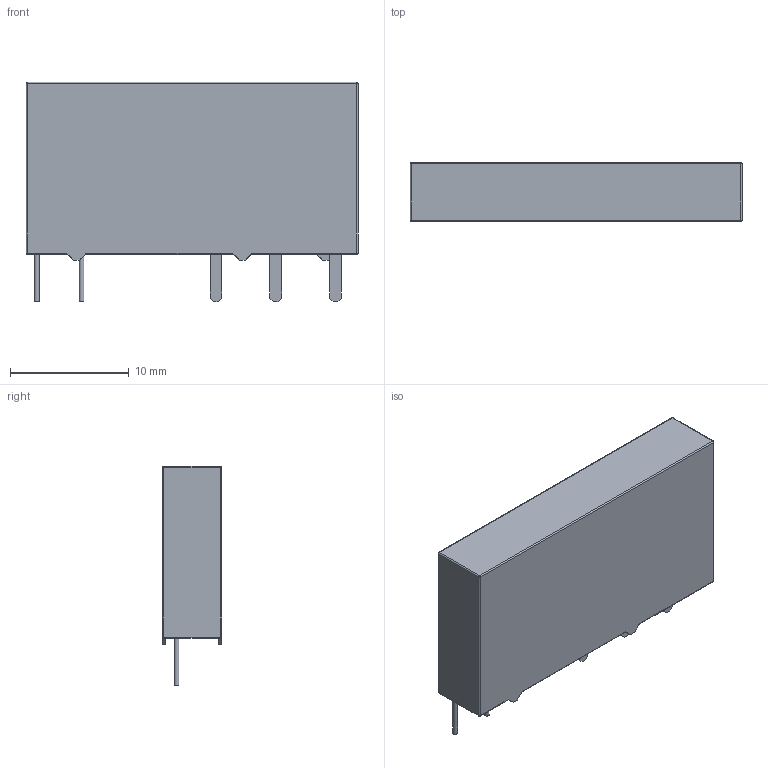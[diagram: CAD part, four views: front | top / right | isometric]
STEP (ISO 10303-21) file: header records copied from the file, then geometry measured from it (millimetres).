
FILE_DESCRIPTION(/* description */ (''),/* implementation_level */ '2;1');
FILE_NAME(/* name */ 'HF41F[2].stp',/* time_stamp */ '2018-01-17T16:51:56+08:00',/* author */ (''),/* organization */ (''),/* preprocessor_version */ 'ST-DEVELOPER v15',/* originating_system */ 'SIEMENS PLM Software NX 8.5',/* authorisation */ '');
FILE_SCHEMA (('CONFIG_CONTROL_DESIGN'));
Length unit declared in the file: millimetre
Products named in the file (1): HF41F_H
Bounding box: 28 x 5 x 18.5 mm (x, y, z)
Volume: 2035.9 mm3; surface area: 1276.3 mm2
Topology: 1 solids, 1 shells, 71 faces, 176 edges, 104 vertices
Faces by surface type: plane 45, cylinder 18, sphere 8
Full cylindrical faces by diameter (mm): 0.4 x2
Entity records: 2080 total; most frequent: DIRECTION 346, CARTESIAN_POINT 342, ORIENTED_EDGE 332, EDGE_CURVE 166, LINE 130, VECTOR 130, AXIS2_PLACEMENT_3D 108, VERTEX_POINT 104
